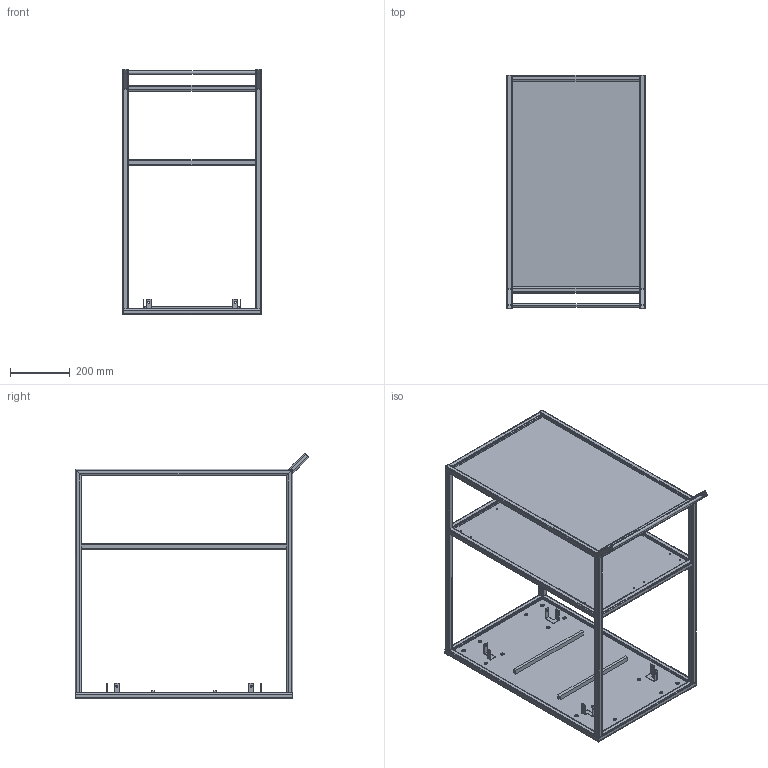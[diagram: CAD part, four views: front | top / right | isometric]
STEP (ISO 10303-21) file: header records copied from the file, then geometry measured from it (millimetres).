
FILE_DESCRIPTION (( 'STEP AP214' ), '1' );
FILE_NAME ('kart_skeleton.STEP', '2025-03-05T13:43:44', ( '' ), ( '' ), 'SwSTEP 2.0', 'SolidWorks 2022', '' );
FILE_SCHEMA (( 'AUTOMOTIVE_DESIGN' ));
Length unit declared in the file: millimetre
Products named in the file (1): kart_skeleton
Bounding box: 465.49 x 783.64 x 823.64 mm (x, y, z)
Volume: 3788708.5 mm3; surface area: 3188798.8 mm2
Topology: 28 solids, 28 shells, 554 faces, 1436 edges, 936 vertices
Faces by surface type: plane 326, cylinder 228
Entity records: 17453 total; most frequent: CARTESIAN_POINT 3359, ORIENTED_EDGE 2872, DIRECTION 2714, EDGE_CURVE 1436, VECTOR 980, LINE 980, VERTEX_POINT 936, AXIS2_PLACEMENT_3D 867
